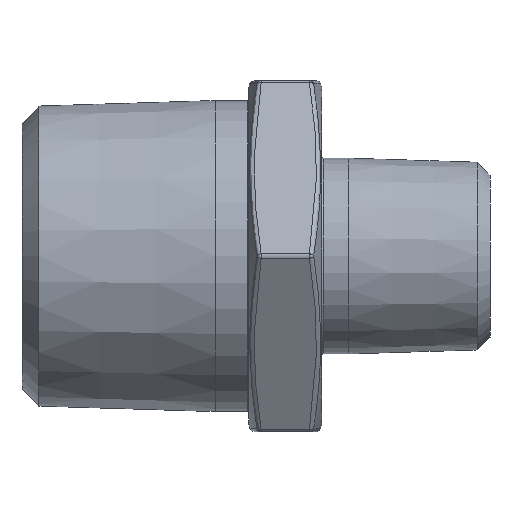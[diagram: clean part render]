
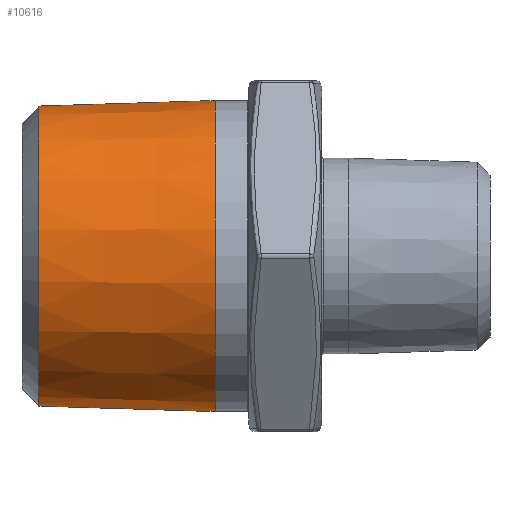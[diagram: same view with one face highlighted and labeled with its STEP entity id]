
A CAD part, front view. The second image highlights one B-rep face of the part: STEP entity #10616.
In plain terms, the highlighted conical face has half-angle 1.79 degrees and reference radius 10.477 mm.
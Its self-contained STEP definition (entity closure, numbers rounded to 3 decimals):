
#226 = CARTESIAN_POINT ( 'NONE',  ( 8.2, 0., 0. ) ) ;
#231 = VERTEX_POINT ( 'NONE', #3214 ) ;
#645 = CIRCLE ( 'NONE', #6770, 10.634 ) ;
#692 = EDGE_LOOP ( 'NONE', ( #9646 ) ) ;
#1420 = VERTEX_POINT ( 'NONE', #4547 ) ;
#1690 = EDGE_LOOP ( 'NONE', ( #11673 ) ) ;
#1817 = DIRECTION ( 'NONE',  ( -1., 0., 0. ) ) ;
#2538 = EDGE_CURVE ( 'NONE', #231, #231, #645, .T. ) ;
#3214 = CARTESIAN_POINT ( 'NONE',  ( 13.2, 0., 10.634 ) ) ;
#3274 = FACE_BOUND ( 'NONE', #1690, .T. ) ;
#3616 = DIRECTION ( 'NONE',  ( 0., 0., 1. ) ) ;
#4547 = CARTESIAN_POINT ( 'NONE',  ( 1.161, 0., 10.258 ) ) ;
#4914 = DIRECTION ( 'NONE',  ( 1., 0., 0. ) ) ;
#5736 = EDGE_CURVE ( 'NONE', #1420, #1420, #12118, .T. ) ;
#5899 = AXIS2_PLACEMENT_3D ( 'NONE', #226, #10583, #8369 ) ;
#6409 = AXIS2_PLACEMENT_3D ( 'NONE', #9651, #4914, #10936 ) ;
#6770 = AXIS2_PLACEMENT_3D ( 'NONE', #10773, #1817, #3616 ) ;
#7587 = CONICAL_SURFACE ( 'NONE', #5899, 10.477, 0.031 ) ;
#8369 = DIRECTION ( 'NONE',  ( 0., 0., -1. ) ) ;
#9646 = ORIENTED_EDGE ( 'NONE', *, *, #2538, .T. ) ;
#9651 = CARTESIAN_POINT ( 'NONE',  ( 1.161, 0., 0. ) ) ;
#10583 = DIRECTION ( 'NONE',  ( 1., 0., 0. ) ) ;
#10616 = ADVANCED_FACE ( 'NONE', ( #3274, #11571 ), #7587, .T. ) ;
#10773 = CARTESIAN_POINT ( 'NONE',  ( 13.2, 0., 0. ) ) ;
#10936 = DIRECTION ( 'NONE',  ( 0., 0., 1. ) ) ;
#11571 = FACE_OUTER_BOUND ( 'NONE', #692, .T. ) ;
#11673 = ORIENTED_EDGE ( 'NONE', *, *, #5736, .T. ) ;
#12118 = CIRCLE ( 'NONE', #6409, 10.258 ) ;
